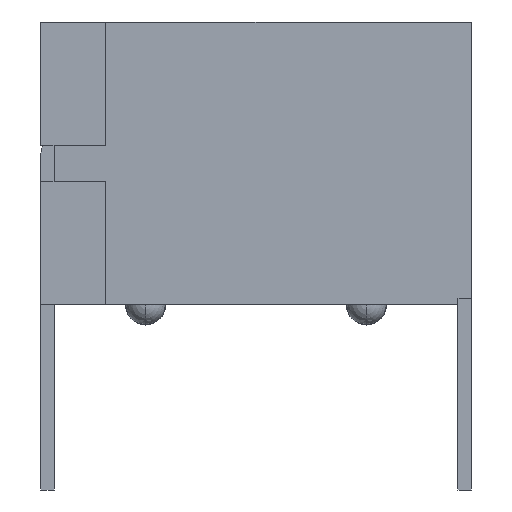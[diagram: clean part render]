
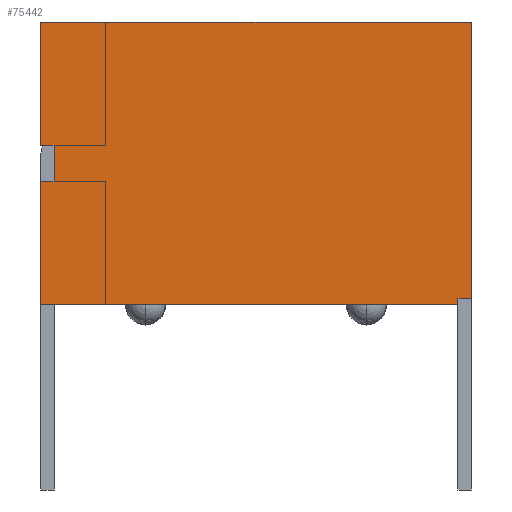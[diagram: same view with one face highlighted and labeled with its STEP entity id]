
A CAD part, left-side view. The second image highlights one B-rep face of the part: STEP entity #75442.
In plain terms, the highlighted planar face has unit normal (-1, 0, 0).
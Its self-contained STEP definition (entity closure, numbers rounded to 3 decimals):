
#53285=CARTESIAN_POINT('',(-63.5,4.064,2.714));
#53286=VERTEX_POINT('',#53285);
#53293=CARTESIAN_POINT('',(-63.5,3.81,2.714));
#53294=VERTEX_POINT('',#53293);
#53295=CARTESIAN_POINT('',(-63.5,3.81,2.714));
#53296=DIRECTION('',(0.0,1.0,0.0));
#53297=VECTOR('',#53296,0.254);
#53298=LINE('',#53295,#53297);
#53299=EDGE_CURVE('',#53294,#53286,#53298,.T.);
#55243=CARTESIAN_POINT('',(-63.5,4.064,0.39));
#55244=VERTEX_POINT('',#55243);
#55251=CARTESIAN_POINT('',(-63.5,4.064,2.714));
#55252=DIRECTION('',(0.0,0.0,-1.0));
#55253=VECTOR('',#55252,2.324);
#55254=LINE('',#55251,#55253);
#55255=EDGE_CURVE('',#53286,#55244,#55254,.T.);
#55479=CARTESIAN_POINT('',(-63.5,-3.81,0.39));
#55480=VERTEX_POINT('',#55479);
#55487=CARTESIAN_POINT('',(-63.5,4.064,0.39));
#55488=DIRECTION('',(0.0,-1.0,0.0));
#55489=VECTOR('',#55488,7.874);
#55490=LINE('',#55487,#55489);
#55491=EDGE_CURVE('',#55244,#55480,#55490,.T.);
#56612=CARTESIAN_POINT('',(-63.5,4.064,3.4));
#56613=VERTEX_POINT('',#56612);
#56620=CARTESIAN_POINT('',(-63.5,4.064,5.724));
#56621=VERTEX_POINT('',#56620);
#56622=CARTESIAN_POINT('',(-63.5,4.064,5.724));
#56623=DIRECTION('',(0.0,0.0,-1.0));
#56624=VECTOR('',#56623,2.324);
#56625=LINE('',#56622,#56624);
#56626=EDGE_CURVE('',#56621,#56613,#56625,.T.);
#57500=CARTESIAN_POINT('',(-63.5,3.81,3.4));
#57501=VERTEX_POINT('',#57500);
#57508=CARTESIAN_POINT('',(-63.5,4.064,3.4));
#57509=DIRECTION('',(0.0,-1.0,0.0));
#57510=VECTOR('',#57509,0.254);
#57511=LINE('',#57508,#57510);
#57512=EDGE_CURVE('',#56613,#57501,#57511,.T.);
#73354=CARTESIAN_POINT('',(-63.5,-4.064,0.517));
#73355=VERTEX_POINT('',#73354);
#73362=CARTESIAN_POINT('',(-63.5,-3.81,0.517));
#73363=VERTEX_POINT('',#73362);
#73364=CARTESIAN_POINT('',(-63.5,-3.81,0.517));
#73365=DIRECTION('',(0.0,-1.0,0.0));
#73366=VECTOR('',#73365,0.254);
#73367=LINE('',#73364,#73366);
#73368=EDGE_CURVE('',#73363,#73355,#73367,.T.);
#74840=CARTESIAN_POINT('',(-63.5,-4.064,5.724));
#74841=VERTEX_POINT('',#74840);
#74848=CARTESIAN_POINT('',(-63.5,-4.064,0.517));
#74849=DIRECTION('',(0.0,0.0,1.0));
#74850=VECTOR('',#74849,5.207);
#74851=LINE('',#74848,#74850);
#74852=EDGE_CURVE('',#73355,#74841,#74851,.T.);
#75289=CARTESIAN_POINT('',(-63.5,3.81,3.4));
#75290=DIRECTION('',(0.0,0.0,-1.0));
#75291=VECTOR('',#75290,0.686);
#75292=LINE('',#75289,#75291);
#75293=EDGE_CURVE('',#57501,#53294,#75292,.T.);
#75415=CARTESIAN_POINT('',(-63.5,0.,3.057));
#75416=DIRECTION('',(1.0,0.0,0.0));
#75417=DIRECTION('',(0.0,0.0,-1.0));
#75418=AXIS2_PLACEMENT_3D('',#75415,#75416,#75417);
#75419=PLANE('',#75418);
#75420=ORIENTED_EDGE('',*,*,#57512,.T.);
#75421=ORIENTED_EDGE('',*,*,#75293,.T.);
#75422=ORIENTED_EDGE('',*,*,#53299,.T.);
#75423=ORIENTED_EDGE('',*,*,#55255,.T.);
#75424=ORIENTED_EDGE('',*,*,#55491,.T.);
#75425=CARTESIAN_POINT('',(-63.5,-3.81,0.39));
#75426=DIRECTION('',(0.0,0.0,1.0));
#75427=VECTOR('',#75426,0.127);
#75428=LINE('',#75425,#75427);
#75429=EDGE_CURVE('',#55480,#73363,#75428,.T.);
#75430=ORIENTED_EDGE('',*,*,#75429,.T.);
#75431=ORIENTED_EDGE('',*,*,#73368,.T.);
#75432=ORIENTED_EDGE('',*,*,#74852,.T.);
#75433=CARTESIAN_POINT('',(-63.5,-4.064,5.724));
#75434=DIRECTION('',(0.0,1.0,0.0));
#75435=VECTOR('',#75434,8.128);
#75436=LINE('',#75433,#75435);
#75437=EDGE_CURVE('',#74841,#56621,#75436,.T.);
#75438=ORIENTED_EDGE('',*,*,#75437,.T.);
#75439=ORIENTED_EDGE('',*,*,#56626,.T.);
#75440=EDGE_LOOP('',(#75420,#75421,#75422,#75423,#75424,#75430,#75431,#75432,#75438,#75439));
#75441=FACE_OUTER_BOUND('',#75440,.T.);
#75442=ADVANCED_FACE('',(#75441),#75419,.F.);
